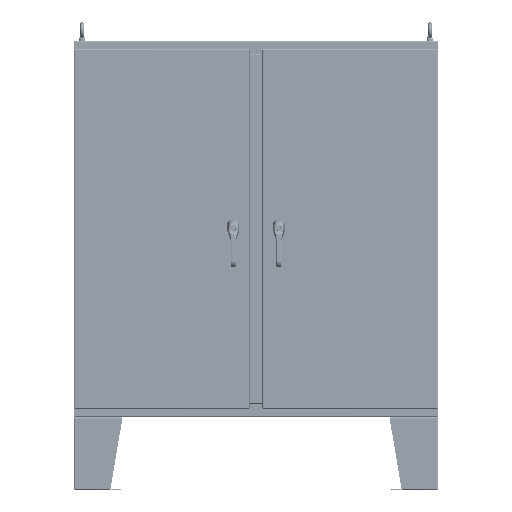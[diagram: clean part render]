
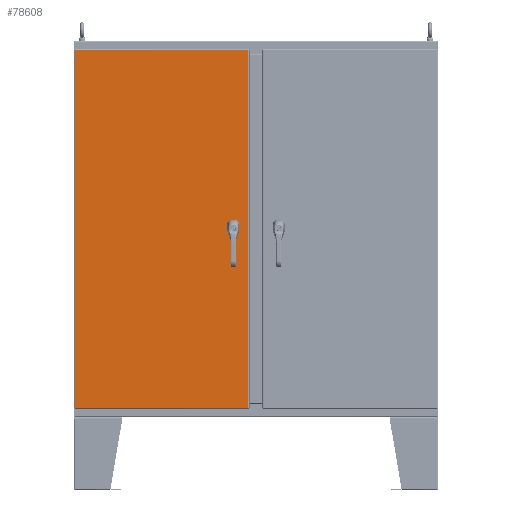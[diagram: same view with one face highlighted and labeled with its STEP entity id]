
A CAD part, top view. The second image highlights one B-rep face of the part: STEP entity #78608.
In plain terms, the highlighted planar face has unit normal (0, 0, 1).
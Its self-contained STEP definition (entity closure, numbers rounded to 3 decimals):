
#9879=FACE_BOUND('',#15593,.T.);
#9880=FACE_BOUND('',#15594,.T.);
#9881=FACE_BOUND('',#15595,.T.);
#9882=FACE_BOUND('',#15596,.T.);
#10368=PLANE('',#83376);
#11957=FACE_OUTER_BOUND('',#15592,.T.);
#15592=EDGE_LOOP('',(#58687,#58688,#58689,#58690));
#15593=EDGE_LOOP('',(#58691));
#15594=EDGE_LOOP('',(#58692));
#15595=EDGE_LOOP('',(#58693));
#15596=EDGE_LOOP('',(#58694,#58695,#58696,#58697,#58698,#58699,#58700,#58701));
#19653=LINE('',#112925,#25491);
#19657=LINE('',#112937,#25495);
#19661=LINE('',#112949,#25499);
#19665=LINE('',#112960,#25503);
#19673=LINE('',#113136,#25511);
#19680=LINE('',#113334,#25518);
#19681=LINE('',#113366,#25519);
#19693=LINE('',#113444,#25531);
#25491=VECTOR('',#91954,0.394);
#25495=VECTOR('',#91966,0.394);
#25499=VECTOR('',#91978,0.394);
#25503=VECTOR('',#91990,0.394);
#25511=VECTOR('',#92006,0.394);
#25518=VECTOR('',#92021,0.394);
#25519=VECTOR('',#92024,0.394);
#25531=VECTOR('',#92052,0.394);
#30861=CIRCLE('',#83329,0.141);
#30863=CIRCLE('',#83332,0.141);
#30865=CIRCLE('',#83335,0.141);
#30867=CIRCLE('',#83338,0.453);
#30869=CIRCLE('',#83342,0.453);
#30871=CIRCLE('',#83346,0.453);
#30873=CIRCLE('',#83350,0.453);
#35163=VERTEX_POINT('',#112897);
#35165=VERTEX_POINT('',#112903);
#35167=VERTEX_POINT('',#112909);
#35169=VERTEX_POINT('',#112915);
#35170=VERTEX_POINT('',#112916);
#35173=VERTEX_POINT('',#112924);
#35175=VERTEX_POINT('',#112930);
#35177=VERTEX_POINT('',#112936);
#35179=VERTEX_POINT('',#112942);
#35181=VERTEX_POINT('',#112948);
#35183=VERTEX_POINT('',#112954);
#35187=VERTEX_POINT('',#113036);
#35190=VERTEX_POINT('',#113114);
#35194=VERTEX_POINT('',#113244);
#35200=VERTEX_POINT('',#113333);
#45625=EDGE_CURVE('',#35163,#35163,#30861,.T.);
#45628=EDGE_CURVE('',#35165,#35165,#30863,.T.);
#45631=EDGE_CURVE('',#35167,#35167,#30865,.T.);
#45634=EDGE_CURVE('',#35169,#35170,#30867,.T.);
#45638=EDGE_CURVE('',#35173,#35169,#19653,.T.);
#45641=EDGE_CURVE('',#35175,#35173,#30869,.T.);
#45644=EDGE_CURVE('',#35177,#35175,#19657,.T.);
#45647=EDGE_CURVE('',#35179,#35177,#30871,.T.);
#45650=EDGE_CURVE('',#35181,#35179,#19661,.T.);
#45653=EDGE_CURVE('',#35183,#35181,#30873,.T.);
#45656=EDGE_CURVE('',#35170,#35183,#19665,.T.);
#45673=EDGE_CURVE('',#35187,#35190,#19673,.T.);
#45691=EDGE_CURVE('',#35200,#35194,#19680,.T.);
#45693=EDGE_CURVE('',#35194,#35187,#19681,.T.);
#45706=EDGE_CURVE('',#35190,#35200,#19693,.T.);
#58687=ORIENTED_EDGE('',*,*,#45693,.T.);
#58688=ORIENTED_EDGE('',*,*,#45673,.T.);
#58689=ORIENTED_EDGE('',*,*,#45706,.T.);
#58690=ORIENTED_EDGE('',*,*,#45691,.T.);
#58691=ORIENTED_EDGE('',*,*,#45625,.T.);
#58692=ORIENTED_EDGE('',*,*,#45628,.T.);
#58693=ORIENTED_EDGE('',*,*,#45631,.T.);
#58694=ORIENTED_EDGE('',*,*,#45634,.T.);
#58695=ORIENTED_EDGE('',*,*,#45656,.T.);
#58696=ORIENTED_EDGE('',*,*,#45653,.T.);
#58697=ORIENTED_EDGE('',*,*,#45650,.T.);
#58698=ORIENTED_EDGE('',*,*,#45647,.T.);
#58699=ORIENTED_EDGE('',*,*,#45644,.T.);
#58700=ORIENTED_EDGE('',*,*,#45641,.T.);
#58701=ORIENTED_EDGE('',*,*,#45638,.T.);
#78608=ADVANCED_FACE('',(#11957,#9879,#9880,#9881,#9882),#10368,.T.);
#83329=AXIS2_PLACEMENT_3D('',#112898,#91925,#91926);
#83332=AXIS2_PLACEMENT_3D('',#112904,#91932,#91933);
#83335=AXIS2_PLACEMENT_3D('',#112910,#91939,#91940);
#83338=AXIS2_PLACEMENT_3D('',#112917,#91946,#91947);
#83342=AXIS2_PLACEMENT_3D('',#112931,#91959,#91960);
#83346=AXIS2_PLACEMENT_3D('',#112943,#91971,#91972);
#83350=AXIS2_PLACEMENT_3D('',#112955,#91983,#91984);
#83376=AXIS2_PLACEMENT_3D('',#113524,#92075,#92076);
#91925=DIRECTION('center_axis',(0.,0.,-1.));
#91926=DIRECTION('ref_axis',(-1.,0.,0.));
#91932=DIRECTION('center_axis',(0.,0.,-1.));
#91933=DIRECTION('ref_axis',(-1.,0.,0.));
#91939=DIRECTION('center_axis',(0.,0.,-1.));
#91940=DIRECTION('ref_axis',(-1.,0.,0.));
#91946=DIRECTION('center_axis',(0.,0.,-1.));
#91947=DIRECTION('ref_axis',(-0.883,-0.469,0.));
#91954=DIRECTION('',(-1.,0.,0.));
#91959=DIRECTION('center_axis',(0.,0.,-1.));
#91960=DIRECTION('ref_axis',(0.469,-0.883,0.));
#91966=DIRECTION('',(0.,-1.,0.));
#91971=DIRECTION('center_axis',(0.,0.,-1.));
#91972=DIRECTION('ref_axis',(0.883,0.469,0.));
#91978=DIRECTION('',(1.,0.,0.));
#91983=DIRECTION('center_axis',(0.,0.,-1.));
#91984=DIRECTION('ref_axis',(-0.469,0.883,0.));
#91990=DIRECTION('',(0.,1.,0.));
#92006=DIRECTION('',(1.,0.,0.));
#92021=DIRECTION('',(-1.,0.,0.));
#92024=DIRECTION('',(0.,-1.,0.));
#92052=DIRECTION('',(0.,1.,0.));
#92075=DIRECTION('center_axis',(0.,0.,1.));
#92076=DIRECTION('ref_axis',(1.,0.,0.));
#112897=CARTESIAN_POINT('',(11.953,-1.377,0.104));
#112898=CARTESIAN_POINT('Origin',(11.813,-1.377,0.104));
#112903=CARTESIAN_POINT('',(11.953,0.885,0.104));
#112904=CARTESIAN_POINT('Origin',(11.813,0.885,0.104));
#112909=CARTESIAN_POINT('',(11.953,-0.885,0.104));
#112910=CARTESIAN_POINT('Origin',(11.813,-0.885,0.104));
#112915=CARTESIAN_POINT('',(11.6,-0.4,0.104));
#112916=CARTESIAN_POINT('',(11.413,-0.213,0.104));
#112917=CARTESIAN_POINT('Origin',(11.813,0.,0.104));
#112924=CARTESIAN_POINT('',(12.025,-0.4,0.104));
#112925=CARTESIAN_POINT('',(6.013,-0.4,0.104));
#112930=CARTESIAN_POINT('',(12.213,-0.213,0.104));
#112931=CARTESIAN_POINT('Origin',(11.813,0.,0.104));
#112936=CARTESIAN_POINT('',(12.213,0.213,0.104));
#112937=CARTESIAN_POINT('',(12.213,0.106,0.104));
#112942=CARTESIAN_POINT('',(12.025,0.4,0.104));
#112943=CARTESIAN_POINT('Origin',(11.813,0.,0.104));
#112948=CARTESIAN_POINT('',(11.6,0.4,0.104));
#112949=CARTESIAN_POINT('',(5.8,0.4,0.104));
#112954=CARTESIAN_POINT('',(11.413,0.213,0.104));
#112955=CARTESIAN_POINT('Origin',(11.813,0.,0.104));
#112960=CARTESIAN_POINT('',(11.413,-0.106,0.104));
#113036=CARTESIAN_POINT('',(-14.302,-29.49,0.104));
#113114=CARTESIAN_POINT('',(14.302,-29.49,0.104));
#113136=CARTESIAN_POINT('',(-7.25,-29.49,0.104));
#113244=CARTESIAN_POINT('',(-14.302,29.49,0.104));
#113333=CARTESIAN_POINT('',(14.302,29.49,0.104));
#113334=CARTESIAN_POINT('',(7.151,29.49,0.104));
#113366=CARTESIAN_POINT('',(-14.302,14.745,0.104));
#113444=CARTESIAN_POINT('',(14.302,-14.745,0.104));
#113524=CARTESIAN_POINT('Origin',(0.,0.,0.104));
